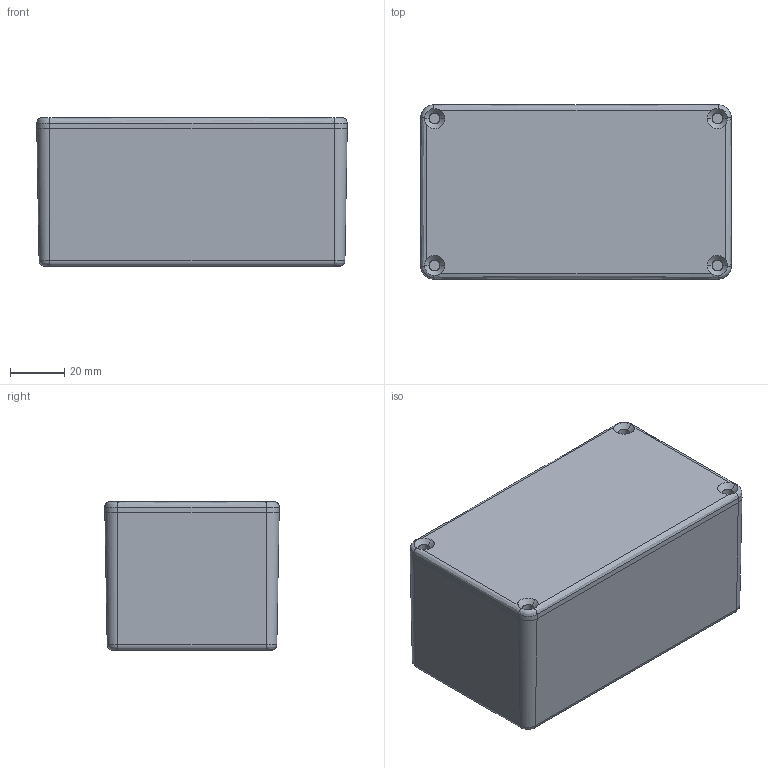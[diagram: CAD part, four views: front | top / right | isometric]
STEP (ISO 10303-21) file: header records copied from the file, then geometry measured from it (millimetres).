
FILE_DESCRIPTION (( 'STEP AP203' ), '1' );
FILE_NAME ('B015.STEP', '2019-05-31T08:25:54', ( '' ), ( '' ), 'SwSTEP 2.0', 'SolidWorks 2014', '' );
FILE_SCHEMA (( 'CONFIG_CONTROL_DESIGN' ));
Length unit declared in the file: millimetre
Products named in the file (3): B015-BASE-GAINTA; B013-COVER; B015
Assembly tree (2 placements, depth 2):
  B015
    B015-BASE-GAINTA
    B013-COVER
Bounding box: 114 x 64 x 54.5 mm (x, y, z)
Volume: 61158 mm3; surface area: 64851.2 mm2
Topology: 2 solids, 2 shells, 219 faces, 572 edges, 360 vertices
Faces by surface type: bspline 136, plane 55, cylinder 28
Entity records: 10363 total; most frequent: CARTESIAN_POINT 6084, ORIENTED_EDGE 1144, EDGE_CURVE 572, DIRECTION 440, VERTEX_POINT 360, EDGE_LOOP 230, ADVANCED_FACE 219, FACE_OUTER_BOUND 219
